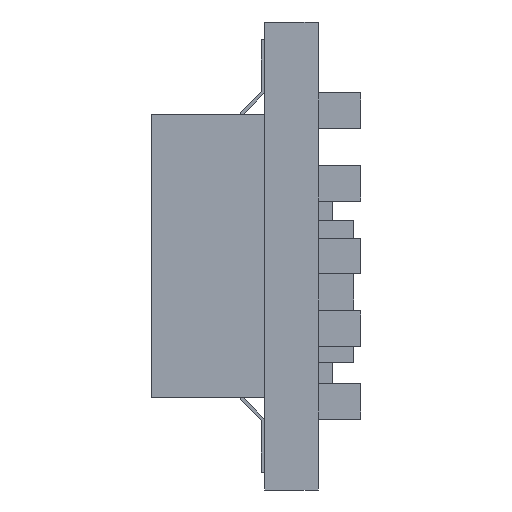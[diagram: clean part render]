
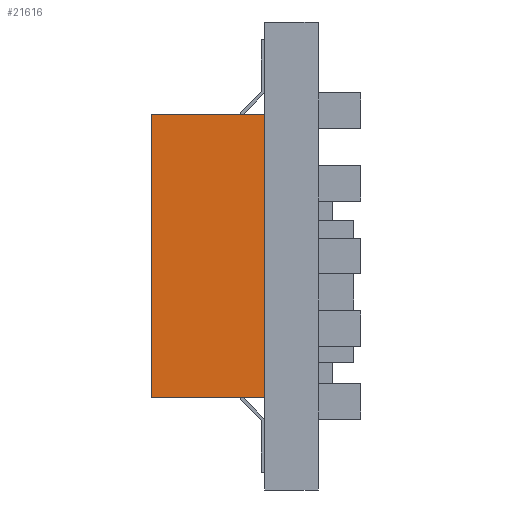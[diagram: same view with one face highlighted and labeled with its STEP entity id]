
A CAD part, left-side view. The second image highlights one B-rep face of the part: STEP entity #21616.
In plain terms, the highlighted planar face has unit normal (-1, 0, 0).
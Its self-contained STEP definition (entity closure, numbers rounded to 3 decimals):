
#53 = CARTESIAN_POINT ( 'NONE',  ( -6.65, 1.5, -4. ) ) ;
#937 = VECTOR ( 'NONE', #11228, 1000. ) ;
#958 = EDGE_CURVE ( 'NONE', #6726, #8820, #16777, .T. ) ;
#2386 = PLANE ( 'NONE',  #19748 ) ;
#2495 = DIRECTION ( 'NONE',  ( 0., 0., -1. ) ) ;
#2768 = DIRECTION ( 'NONE',  ( 0., -1., 0. ) ) ;
#2988 = CARTESIAN_POINT ( 'NONE',  ( -6.65, 4.7, 4. ) ) ;
#3946 = EDGE_LOOP ( 'NONE', ( #23519, #19374, #20033, #6943 ) ) ;
#4159 = DIRECTION ( 'NONE',  ( 0., 0., -1. ) ) ;
#6125 = CARTESIAN_POINT ( 'NONE',  ( -6.65, 1.5, -4. ) ) ;
#6472 = LINE ( 'NONE', #6125, #15414 ) ;
#6569 = LINE ( 'NONE', #17628, #21119 ) ;
#6726 = VERTEX_POINT ( 'NONE', #2988 ) ;
#6943 = ORIENTED_EDGE ( 'NONE', *, *, #958, .T. ) ;
#7660 = DIRECTION ( 'NONE',  ( 1., 0., 0. ) ) ;
#7886 = FACE_OUTER_BOUND ( 'NONE', #3946, .T. ) ;
#8488 = DIRECTION ( 'NONE',  ( 0., -1., 0. ) ) ;
#8820 = VERTEX_POINT ( 'NONE', #17191 ) ;
#11228 = DIRECTION ( 'NONE',  ( 0., 0., -1. ) ) ;
#11349 = CARTESIAN_POINT ( 'NONE',  ( -6.65, 4.7, 4. ) ) ;
#12873 = VECTOR ( 'NONE', #4159, 1000. ) ;
#13443 = VERTEX_POINT ( 'NONE', #22174 ) ;
#13509 = CARTESIAN_POINT ( 'NONE',  ( -6.65, 1.5, 4. ) ) ;
#14002 = VERTEX_POINT ( 'NONE', #53 ) ;
#14760 = EDGE_CURVE ( 'NONE', #6726, #13443, #6569, .T. ) ;
#15414 = VECTOR ( 'NONE', #2768, 1000. ) ;
#16777 = LINE ( 'NONE', #11349, #12873 ) ;
#17191 = CARTESIAN_POINT ( 'NONE',  ( -6.65, 4.7, -4. ) ) ;
#17242 = EDGE_CURVE ( 'NONE', #8820, #14002, #6472, .T. ) ;
#17628 = CARTESIAN_POINT ( 'NONE',  ( -6.65, 1.5, 4. ) ) ;
#19059 = CARTESIAN_POINT ( 'NONE',  ( -6.65, 1.5, 4. ) ) ;
#19374 = ORIENTED_EDGE ( 'NONE', *, *, #21893, .F. ) ;
#19748 = AXIS2_PLACEMENT_3D ( 'NONE', #19059, #7660, #2495 ) ;
#20033 = ORIENTED_EDGE ( 'NONE', *, *, #14760, .F. ) ;
#20606 = LINE ( 'NONE', #13509, #937 ) ;
#21119 = VECTOR ( 'NONE', #8488, 1000. ) ;
#21616 = ADVANCED_FACE ( 'NONE', ( #7886 ), #2386, .F. ) ;
#21893 = EDGE_CURVE ( 'NONE', #13443, #14002, #20606, .T. ) ;
#22174 = CARTESIAN_POINT ( 'NONE',  ( -6.65, 1.5, 4. ) ) ;
#23519 = ORIENTED_EDGE ( 'NONE', *, *, #17242, .T. ) ;
